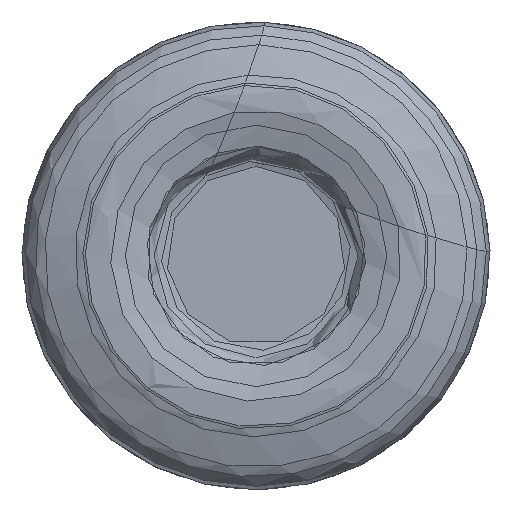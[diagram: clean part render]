
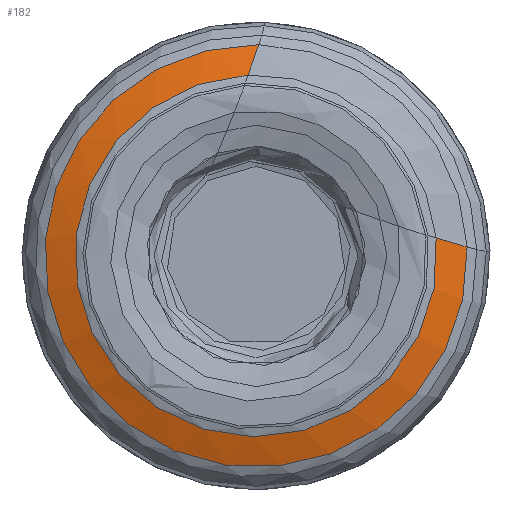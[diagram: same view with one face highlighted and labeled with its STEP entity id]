
A CAD part, left-side view. The second image highlights one B-rep face of the part: STEP entity #182.
In plain terms, the highlighted free-form (B-spline) face has degree [1, 3] with [2, 7] control points.
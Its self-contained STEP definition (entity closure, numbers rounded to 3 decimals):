
#135=LINE('',#1587,#159);
#136=LINE('',#1588,#160);
#159=VECTOR('',#1058,1.);
#160=VECTOR('',#1059,1.);
#182=ADVANCED_FACE('',(#291),#247,.F.);
#247=(
BOUNDED_SURFACE()
B_SPLINE_SURFACE(1,3,((#1589,#1590,#1591,#1592,#1593,#1594,#1595),(#1596,
#1597,#1598,#1599,#1600,#1601,#1602)),.UNSPECIFIED.,.F.,.F.,.F.)
B_SPLINE_SURFACE_WITH_KNOTS((2,2),(4,3,4),(0.,1.),(0.,0.5,1.),
 .UNSPECIFIED.)
GEOMETRIC_REPRESENTATION_ITEM()
RATIONAL_B_SPLINE_SURFACE(((1.,0.58,0.58,1.,0.58,
0.58,1.),(1.,0.58,0.58,1.,0.58,
0.58,1.)))
REPRESENTATION_ITEM('')
SURFACE()
);
#291=FACE_OUTER_BOUND('',#337,.T.);
#337=EDGE_LOOP('',(#466,#467,#468,#469));
#466=ORIENTED_EDGE('',*,*,#731,.F.);
#467=ORIENTED_EDGE('',*,*,#732,.F.);
#468=ORIENTED_EDGE('',*,*,#728,.T.);
#469=ORIENTED_EDGE('',*,*,#733,.F.);
#650=VERTEX_POINT('',#1566);
#651=VERTEX_POINT('',#1567);
#652=VERTEX_POINT('',#1585);
#653=VERTEX_POINT('',#1586);
#728=EDGE_CURVE('',#650,#651,#822,.T.);
#731=EDGE_CURVE('',#652,#653,#823,.T.);
#732=EDGE_CURVE('',#650,#652,#135,.T.);
#733=EDGE_CURVE('',#653,#651,#136,.T.);
#822=CIRCLE('',#907,6.573);
#823=CIRCLE('',#908,7.673);
#907=AXIS2_PLACEMENT_3D('',#1565,#1052,#1053);
#908=AXIS2_PLACEMENT_3D('',#1584,#1056,#1057);
#1052=DIRECTION('',(1.,0.,0.));
#1053=DIRECTION('',(0.,-0.995,0.099));
#1056=DIRECTION('',(1.,0.,0.));
#1057=DIRECTION('',(0.,-0.999,0.043));
#1058=DIRECTION('',(0.302,-0.916,-0.264));
#1059=DIRECTION('',(-0.302,0.314,-0.9));
#1565=CARTESIAN_POINT('',(0.261,0.,0.));
#1566=CARTESIAN_POINT('',(0.261,-6.54,0.651));
#1567=CARTESIAN_POINT('',(0.261,0.288,6.566));
#1584=CARTESIAN_POINT('',(0.632,0.,0.));
#1585=CARTESIAN_POINT('',(0.632,-7.666,0.327));
#1586=CARTESIAN_POINT('',(0.632,-0.098,7.672));
#1587=CARTESIAN_POINT('',(0.261,-6.54,0.651));
#1588=CARTESIAN_POINT('',(0.261,0.288,6.566));
#1589=CARTESIAN_POINT('',(0.261,-6.54,0.651));
#1590=CARTESIAN_POINT('',(0.261,-7.236,-6.334));
#1591=CARTESIAN_POINT('',(0.261,-1.003,-9.564));
#1592=CARTESIAN_POINT('',(0.261,4.303,-4.968));
#1593=CARTESIAN_POINT('',(0.261,9.61,-0.372));
#1594=CARTESIAN_POINT('',(0.261,7.302,6.258));
#1595=CARTESIAN_POINT('',(0.261,0.288,6.566));
#1596=CARTESIAN_POINT('',(0.632,-7.666,0.327));
#1597=CARTESIAN_POINT('',(0.632,-8.015,-7.861));
#1598=CARTESIAN_POINT('',(0.632,-0.537,-11.214));
#1599=CARTESIAN_POINT('',(0.632,5.344,-5.506));
#1600=CARTESIAN_POINT('',(0.632,11.225,0.202));
#1601=CARTESIAN_POINT('',(0.632,8.097,7.777));
#1602=CARTESIAN_POINT('',(0.632,-0.098,7.672));
